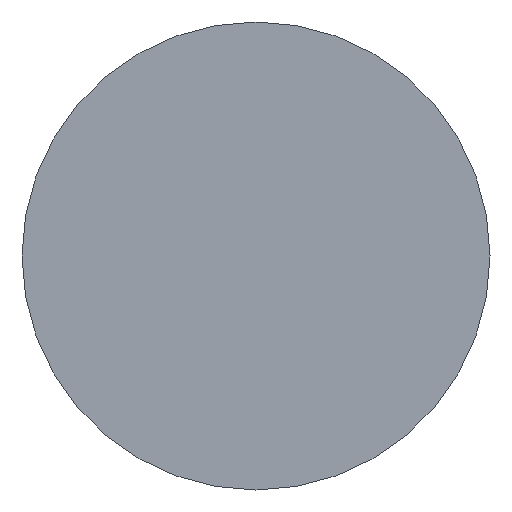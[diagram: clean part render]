
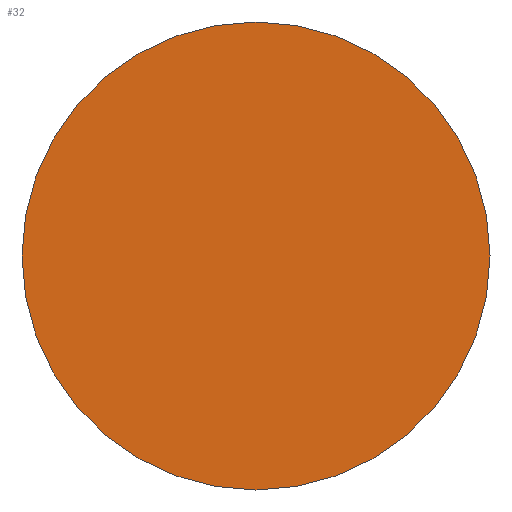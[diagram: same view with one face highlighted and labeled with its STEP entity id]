
A CAD part, left-side view. The second image highlights one B-rep face of the part: STEP entity #32.
In plain terms, the highlighted planar face has unit normal (-1, 0, 0).
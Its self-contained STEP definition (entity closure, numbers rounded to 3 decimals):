
#1 = AXIS2_PLACEMENT_3D ( 'NONE', #60, #135, #77 ) ;
#8 = DIRECTION ( 'NONE',  ( 1., 0., 0. ) ) ;
#18 = AXIS2_PLACEMENT_3D ( 'NONE', #66, #38, #25 ) ;
#19 = FACE_OUTER_BOUND ( 'NONE', #95, .T. ) ;
#25 = DIRECTION ( 'NONE',  ( 0., 0., -1. ) ) ;
#32 = ADVANCED_FACE ( 'NONE', ( #19 ), #92, .F. ) ;
#38 = DIRECTION ( 'NONE',  ( 1., 0., 0. ) ) ;
#45 = ORIENTED_EDGE ( 'NONE', *, *, #105, .F. ) ;
#60 = CARTESIAN_POINT ( 'NONE',  ( -1., 0., 0. ) ) ;
#66 = CARTESIAN_POINT ( 'NONE',  ( -1., 0., 0. ) ) ;
#77 = DIRECTION ( 'NONE',  ( 0., 0., -1. ) ) ;
#79 = CARTESIAN_POINT ( 'NONE',  ( -1., 0., 62.5 ) ) ;
#89 = VERTEX_POINT ( 'NONE', #119 ) ;
#92 = PLANE ( 'NONE',  #1 ) ;
#94 = CARTESIAN_POINT ( 'NONE',  ( -1., 0., 0. ) ) ;
#95 = EDGE_LOOP ( 'NONE', ( #45, #131 ) ) ;
#105 = EDGE_CURVE ( 'NONE', #164, #89, #116, .T. ) ;
#106 = DIRECTION ( 'NONE',  ( 0., 0., -1. ) ) ;
#116 = CIRCLE ( 'NONE', #161, 62.5 ) ;
#119 = CARTESIAN_POINT ( 'NONE',  ( -1., 0., -62.5 ) ) ;
#131 = ORIENTED_EDGE ( 'NONE', *, *, #156, .F. ) ;
#135 = DIRECTION ( 'NONE',  ( 1., 0., 0. ) ) ;
#147 = CIRCLE ( 'NONE', #18, 62.5 ) ;
#156 = EDGE_CURVE ( 'NONE', #89, #164, #147, .T. ) ;
#161 = AXIS2_PLACEMENT_3D ( 'NONE', #94, #8, #106 ) ;
#164 = VERTEX_POINT ( 'NONE', #79 ) ;
